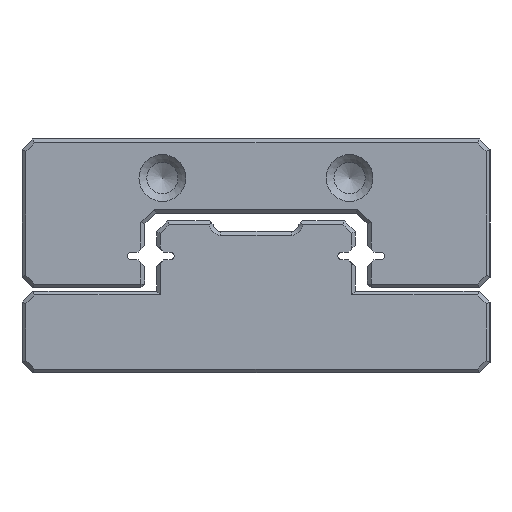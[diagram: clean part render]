
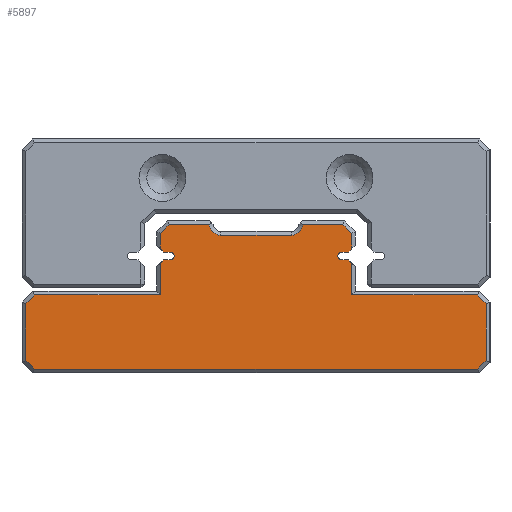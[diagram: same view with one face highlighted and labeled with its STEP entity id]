
A CAD part, left-side view. The second image highlights one B-rep face of the part: STEP entity #5897.
In plain terms, the highlighted planar face has unit normal (-1, 0, 0).
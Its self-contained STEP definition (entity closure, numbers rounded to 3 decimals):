
#5563=CIRCLE('',#25991,0.25);
#5569=CIRCLE('',#26009,0.25);
#5575=CIRCLE('',#26021,0.75);
#5576=CIRCLE('',#26022,0.75);
#5897=ADVANCED_FACE('',(#8074),#7187,.T.);
#7187=PLANE('',#26023);
#8074=FACE_OUTER_BOUND('',#9080,.T.);
#9080=EDGE_LOOP('',(#10927,#10928,#10929,#10930,#10931,#10932,#10933,#10934,
#10935,#10936,#10937,#10938,#10939,#10940,#10941,#10942,#10943,#10944,#10945,
#10946,#10947,#10948,#10949,#10950,#10951,#10952,#10953,#10954,#10955,#10956));
#10927=ORIENTED_EDGE('',*,*,#18756,.T.);
#10928=ORIENTED_EDGE('',*,*,#18757,.T.);
#10929=ORIENTED_EDGE('',*,*,#18758,.T.);
#10930=ORIENTED_EDGE('',*,*,#18759,.T.);
#10931=ORIENTED_EDGE('',*,*,#18760,.T.);
#10932=ORIENTED_EDGE('',*,*,#18761,.T.);
#10933=ORIENTED_EDGE('',*,*,#18762,.T.);
#10934=ORIENTED_EDGE('',*,*,#18682,.F.);
#10935=ORIENTED_EDGE('',*,*,#18676,.F.);
#10936=ORIENTED_EDGE('',*,*,#18673,.F.);
#10937=ORIENTED_EDGE('',*,*,#18670,.F.);
#10938=ORIENTED_EDGE('',*,*,#18668,.F.);
#10939=ORIENTED_EDGE('',*,*,#18763,.T.);
#10940=ORIENTED_EDGE('',*,*,#18764,.T.);
#10941=ORIENTED_EDGE('',*,*,#18765,.T.);
#10942=ORIENTED_EDGE('',*,*,#18766,.T.);
#10943=ORIENTED_EDGE('',*,*,#18767,.T.);
#10944=ORIENTED_EDGE('',*,*,#18768,.T.);
#10945=ORIENTED_EDGE('',*,*,#18769,.T.);
#10946=ORIENTED_EDGE('',*,*,#18770,.T.);
#10947=ORIENTED_EDGE('',*,*,#18771,.T.);
#10948=ORIENTED_EDGE('',*,*,#18772,.T.);
#10949=ORIENTED_EDGE('',*,*,#18773,.T.);
#10950=ORIENTED_EDGE('',*,*,#18726,.F.);
#10951=ORIENTED_EDGE('',*,*,#18720,.F.);
#10952=ORIENTED_EDGE('',*,*,#18717,.F.);
#10953=ORIENTED_EDGE('',*,*,#18714,.F.);
#10954=ORIENTED_EDGE('',*,*,#18712,.F.);
#10955=ORIENTED_EDGE('',*,*,#18774,.T.);
#10956=ORIENTED_EDGE('',*,*,#18775,.T.);
#16637=VERTEX_POINT('',#32611);
#16638=VERTEX_POINT('',#32613);
#16639=VERTEX_POINT('',#32617);
#16641=VERTEX_POINT('',#32623);
#16643=VERTEX_POINT('',#32629);
#16648=VERTEX_POINT('',#32641);
#16673=VERTEX_POINT('',#32703);
#16674=VERTEX_POINT('',#32705);
#16675=VERTEX_POINT('',#32709);
#16677=VERTEX_POINT('',#32715);
#16679=VERTEX_POINT('',#32721);
#16684=VERTEX_POINT('',#32733);
#16709=VERTEX_POINT('',#32792);
#16710=VERTEX_POINT('',#32793);
#16711=VERTEX_POINT('',#32795);
#16712=VERTEX_POINT('',#32797);
#16713=VERTEX_POINT('',#32799);
#16714=VERTEX_POINT('',#32801);
#16715=VERTEX_POINT('',#32803);
#16716=VERTEX_POINT('',#32806);
#16717=VERTEX_POINT('',#32808);
#16718=VERTEX_POINT('',#32810);
#16719=VERTEX_POINT('',#32812);
#16720=VERTEX_POINT('',#32814);
#16721=VERTEX_POINT('',#32816);
#16722=VERTEX_POINT('',#32818);
#16723=VERTEX_POINT('',#32820);
#16724=VERTEX_POINT('',#32822);
#16725=VERTEX_POINT('',#32824);
#16726=VERTEX_POINT('',#32827);
#18668=EDGE_CURVE('',#16637,#16638,#21557,.T.);
#18670=EDGE_CURVE('',#16638,#16639,#21559,.T.);
#18673=EDGE_CURVE('',#16639,#16641,#5563,.T.);
#18676=EDGE_CURVE('',#16641,#16643,#21563,.T.);
#18682=EDGE_CURVE('',#16643,#16648,#21569,.T.);
#18712=EDGE_CURVE('',#16673,#16674,#21595,.T.);
#18714=EDGE_CURVE('',#16674,#16675,#21597,.T.);
#18717=EDGE_CURVE('',#16675,#16677,#5569,.T.);
#18720=EDGE_CURVE('',#16677,#16679,#21601,.T.);
#18726=EDGE_CURVE('',#16679,#16684,#21607,.T.);
#18756=EDGE_CURVE('',#16709,#16710,#21633,.T.);
#18757=EDGE_CURVE('',#16710,#16711,#5575,.T.);
#18758=EDGE_CURVE('',#16711,#16712,#21634,.T.);
#18759=EDGE_CURVE('',#16712,#16713,#5576,.T.);
#18760=EDGE_CURVE('',#16713,#16714,#21635,.T.);
#18761=EDGE_CURVE('',#16714,#16715,#21636,.T.);
#18762=EDGE_CURVE('',#16715,#16648,#21637,.T.);
#18763=EDGE_CURVE('',#16637,#16716,#21638,.T.);
#18764=EDGE_CURVE('',#16716,#16717,#21639,.T.);
#18765=EDGE_CURVE('',#16717,#16718,#21640,.T.);
#18766=EDGE_CURVE('',#16718,#16719,#21641,.T.);
#18767=EDGE_CURVE('',#16719,#16720,#21642,.T.);
#18768=EDGE_CURVE('',#16720,#16721,#21643,.T.);
#18769=EDGE_CURVE('',#16721,#16722,#21644,.T.);
#18770=EDGE_CURVE('',#16722,#16723,#21645,.T.);
#18771=EDGE_CURVE('',#16723,#16724,#21646,.T.);
#18772=EDGE_CURVE('',#16724,#16725,#21647,.T.);
#18773=EDGE_CURVE('',#16725,#16684,#21648,.T.);
#18774=EDGE_CURVE('',#16673,#16726,#21649,.T.);
#18775=EDGE_CURVE('',#16726,#16709,#21650,.T.);
#21557=LINE('',#32612,#23769);
#21559=LINE('',#32616,#23771);
#21563=LINE('',#32628,#23775);
#21569=LINE('',#32640,#23781);
#21595=LINE('',#32704,#23807);
#21597=LINE('',#32708,#23809);
#21601=LINE('',#32720,#23813);
#21607=LINE('',#32732,#23819);
#21633=LINE('',#32791,#23845);
#21634=LINE('',#32796,#23846);
#21635=LINE('',#32800,#23847);
#21636=LINE('',#32802,#23848);
#21637=LINE('',#32804,#23849);
#21638=LINE('',#32805,#23850);
#21639=LINE('',#32807,#23851);
#21640=LINE('',#32809,#23852);
#21641=LINE('',#32811,#23853);
#21642=LINE('',#32813,#23854);
#21643=LINE('',#32815,#23855);
#21644=LINE('',#32817,#23856);
#21645=LINE('',#32819,#23857);
#21646=LINE('',#32821,#23858);
#21647=LINE('',#32823,#23859);
#21648=LINE('',#32825,#23860);
#21649=LINE('',#32826,#23861);
#21650=LINE('',#32828,#23862);
#23769=VECTOR('',#27489,1.);
#23771=VECTOR('',#27493,1.);
#23775=VECTOR('',#27505,1.);
#23781=VECTOR('',#27513,1.);
#23807=VECTOR('',#27563,1.);
#23809=VECTOR('',#27567,1.);
#23813=VECTOR('',#27579,1.);
#23819=VECTOR('',#27587,1.);
#23845=VECTOR('',#27629,1.);
#23846=VECTOR('',#27632,1.);
#23847=VECTOR('',#27635,1.);
#23848=VECTOR('',#27636,1.);
#23849=VECTOR('',#27637,1.);
#23850=VECTOR('',#27638,1.);
#23851=VECTOR('',#27639,1.);
#23852=VECTOR('',#27640,1.);
#23853=VECTOR('',#27641,1.);
#23854=VECTOR('',#27642,1.);
#23855=VECTOR('',#27643,1.);
#23856=VECTOR('',#27644,1.);
#23857=VECTOR('',#27645,1.);
#23858=VECTOR('',#27646,1.);
#23859=VECTOR('',#27647,1.);
#23860=VECTOR('',#27648,1.);
#23861=VECTOR('',#27649,1.);
#23862=VECTOR('',#27650,1.);
#25991=AXIS2_PLACEMENT_3D('',#32622,#27498,#27499);
#26009=AXIS2_PLACEMENT_3D('',#32714,#27572,#27573);
#26021=AXIS2_PLACEMENT_3D('',#32794,#27630,#27631);
#26022=AXIS2_PLACEMENT_3D('',#32798,#27633,#27634);
#26023=AXIS2_PLACEMENT_3D('',#32829,#27651,#27652);
#27489=DIRECTION('',(0.,-0.707,0.707));
#27493=DIRECTION('',(0.,-1.,0.));
#27498=DIRECTION('',(-1.,0.,0.));
#27499=DIRECTION('',(0.,1.,0.));
#27505=DIRECTION('',(0.,1.,0.));
#27513=DIRECTION('',(0.,0.707,0.707));
#27563=DIRECTION('',(0.,0.707,-0.707));
#27567=DIRECTION('',(0.,1.,0.));
#27572=DIRECTION('',(-1.,0.,0.));
#27573=DIRECTION('',(0.,1.,0.));
#27579=DIRECTION('',(0.,-1.,0.));
#27587=DIRECTION('',(0.,-0.707,-0.707));
#27629=DIRECTION('',(0.,1.,0.));
#27630=DIRECTION('',(1.,0.,0.));
#27631=DIRECTION('',(0.,0.,1.));
#27632=DIRECTION('',(0.,1.,0.));
#27633=DIRECTION('',(1.,0.,0.));
#27634=DIRECTION('',(0.,0.,1.));
#27635=DIRECTION('',(0.,1.,0.));
#27636=DIRECTION('',(0.,0.707,-0.707));
#27637=DIRECTION('',(0.,0.,-1.));
#27638=DIRECTION('',(0.,0.,-1.));
#27639=DIRECTION('',(0.,1.,0.));
#27640=DIRECTION('',(0.,0.707,-0.707));
#27641=DIRECTION('',(0.,0.,-1.));
#27642=DIRECTION('',(0.,-0.707,-0.707));
#27643=DIRECTION('',(0.,-1.,0.));
#27644=DIRECTION('',(0.,-0.707,0.707));
#27645=DIRECTION('',(0.,0.,1.));
#27646=DIRECTION('',(0.,0.707,0.707));
#27647=DIRECTION('',(0.,1.,0.));
#27648=DIRECTION('',(0.,0.,1.));
#27649=DIRECTION('',(0.,0.,1.));
#27650=DIRECTION('',(0.,0.707,0.707));
#27651=DIRECTION('',(-1.,0.,0.));
#27652=DIRECTION('',(0.,0.,-1.));
#32611=CARTESIAN_POINT('',(80.,21.125,7.064));
#32612=CARTESIAN_POINT('',(80.,21.375,6.814));
#32613=CARTESIAN_POINT('',(80.,20.939,7.25));
#32616=CARTESIAN_POINT('',(80.,20.939,7.25));
#32617=CARTESIAN_POINT('',(80.,20.5,7.25));
#32622=CARTESIAN_POINT('',(80.,20.5,7.5));
#32623=CARTESIAN_POINT('',(80.,20.5,7.75));
#32628=CARTESIAN_POINT('',(80.,20.5,7.75));
#32629=CARTESIAN_POINT('',(80.,20.939,7.75));
#32640=CARTESIAN_POINT('',(80.,20.939,7.75));
#32641=CARTESIAN_POINT('',(80.,21.125,7.936));
#32703=CARTESIAN_POINT('',(80.,8.875,7.936));
#32704=CARTESIAN_POINT('',(80.,8.625,8.186));
#32705=CARTESIAN_POINT('',(80.,9.061,7.75));
#32708=CARTESIAN_POINT('',(80.,9.061,7.75));
#32709=CARTESIAN_POINT('',(80.,9.5,7.75));
#32714=CARTESIAN_POINT('',(80.,9.5,7.5));
#32715=CARTESIAN_POINT('',(80.,9.5,7.25));
#32720=CARTESIAN_POINT('',(80.,9.5,7.25));
#32721=CARTESIAN_POINT('',(80.,9.061,7.25));
#32732=CARTESIAN_POINT('',(80.,9.061,7.25));
#32733=CARTESIAN_POINT('',(80.,8.875,7.064));
#32791=CARTESIAN_POINT('',(80.,12.25,9.5));
#32792=CARTESIAN_POINT('',(80.,9.429,9.5));
#32793=CARTESIAN_POINT('',(80.,12.004,9.5));
#32794=CARTESIAN_POINT('',(80.,12.75,9.575));
#32795=CARTESIAN_POINT('',(80.,12.75,8.825));
#32796=CARTESIAN_POINT('',(80.,17.25,8.825));
#32797=CARTESIAN_POINT('',(80.,17.25,8.825));
#32798=CARTESIAN_POINT('',(80.,17.25,9.575));
#32799=CARTESIAN_POINT('',(80.,17.996,9.5));
#32800=CARTESIAN_POINT('',(80.,20.675,9.5));
#32801=CARTESIAN_POINT('',(80.,20.571,9.5));
#32802=CARTESIAN_POINT('',(80.,21.536,8.536));
#32803=CARTESIAN_POINT('',(80.,21.125,8.946));
#32804=CARTESIAN_POINT('',(80.,21.125,8.186));
#32805=CARTESIAN_POINT('',(80.,21.125,5.25));
#32806=CARTESIAN_POINT('',(80.,21.125,5.));
#32807=CARTESIAN_POINT('',(80.,29.3,5.));
#32808=CARTESIAN_POINT('',(80.,29.196,5.));
#32809=CARTESIAN_POINT('',(80.,23.598,10.598));
#32810=CARTESIAN_POINT('',(80.,29.75,4.446));
#32811=CARTESIAN_POINT('',(80.,29.75,0.7));
#32812=CARTESIAN_POINT('',(80.,29.75,0.804));
#32813=CARTESIAN_POINT('',(80.,28.473,-0.473));
#32814=CARTESIAN_POINT('',(80.,29.196,0.25));
#32815=CARTESIAN_POINT('',(80.,0.7,0.25));
#32816=CARTESIAN_POINT('',(80.,0.804,0.25));
#32817=CARTESIAN_POINT('',(80.,7.027,-5.973));
#32818=CARTESIAN_POINT('',(80.,0.25,0.804));
#32819=CARTESIAN_POINT('',(80.,0.25,4.55));
#32820=CARTESIAN_POINT('',(80.,0.25,4.446));
#32821=CARTESIAN_POINT('',(80.,11.902,16.098));
#32822=CARTESIAN_POINT('',(80.,0.804,5.));
#32823=CARTESIAN_POINT('',(80.,8.625,5.));
#32824=CARTESIAN_POINT('',(80.,8.875,5.));
#32825=CARTESIAN_POINT('',(80.,8.875,6.814));
#32826=CARTESIAN_POINT('',(80.,8.875,9.05));
#32827=CARTESIAN_POINT('',(80.,8.875,8.946));
#32828=CARTESIAN_POINT('',(80.,13.964,14.036));
#32829=CARTESIAN_POINT('',(80.,20.5,7.5));
